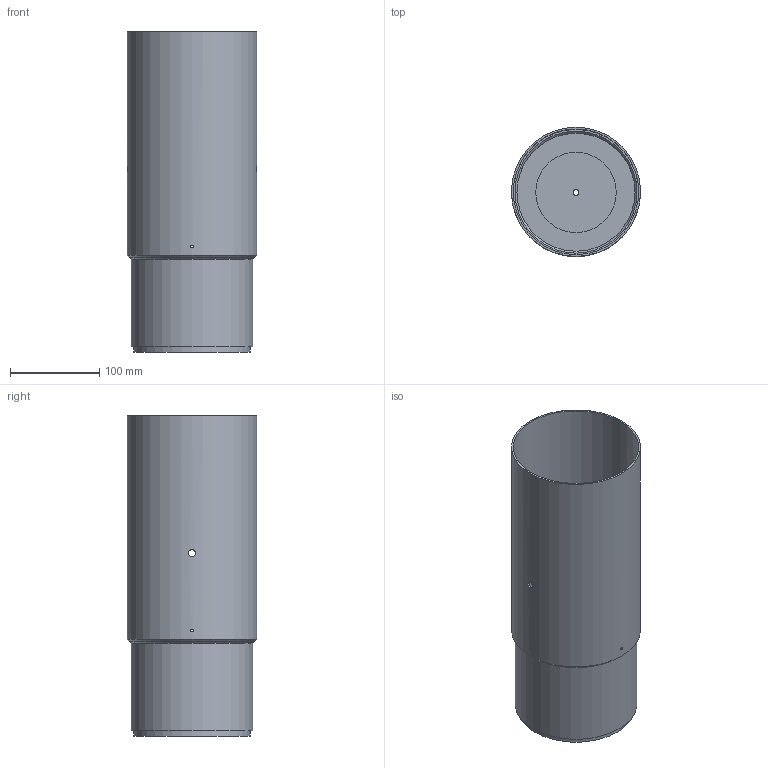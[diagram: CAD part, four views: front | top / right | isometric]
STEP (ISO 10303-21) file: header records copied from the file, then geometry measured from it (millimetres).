
FILE_DESCRIPTION(('FreeCAD Model'),'2;1');
FILE_NAME('Open CASCADE Shape Model','2024-08-16T06:51:15',(''),(''), 'Open CASCADE STEP processor 7.6','FreeCAD','Unknown');
FILE_SCHEMA(('AUTOMOTIVE_DESIGN { 1 0 10303 214 1 1 1 1 }'));
Length unit declared in the file: millimetre
Products named in the file (4): minimagg_adapter; Cut005; Cut008; Extrude
Assembly tree (3 placements, depth 2):
  minimagg_adapter
    Cut005
    Cut008
    Extrude
Bounding box: 144.4 x 144.4 x 358 mm (x, y, z)
Volume: 431680 mm3; surface area: 374260.9 mm2
Topology: 3 solids, 3 shells, 35 faces, 91 edges, 59 vertices
Faces by surface type: cylinder 23, plane 9, cone 3
Full cylindrical faces by diameter (mm): 2.7 x4, 2.8 x4, 3.2 x4, 6.604 x1, 8 x2, 90 x1, 130.065 x1, 132 x1, 136 x1, 136.4 x1, 140.4 x2, 144.4 x1
Entity records: 5592 total; most frequent: CARTESIAN_POINT 3689, DIRECTION 290, ORIENTED_EDGE 182, PCURVE 182, DEFINITIONAL_REPRESENTATION 182, LINE 128, VECTOR 128, EDGE_CURVE 91
